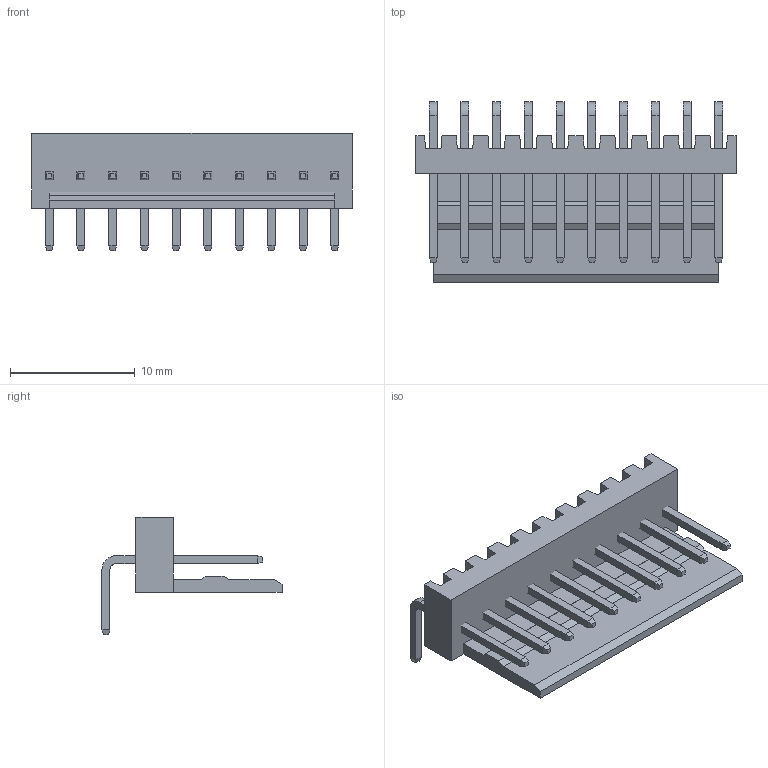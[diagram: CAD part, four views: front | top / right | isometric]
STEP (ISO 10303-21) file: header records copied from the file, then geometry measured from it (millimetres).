
FILE_DESCRIPTION(('STEP AP214'), '1');
FILE_NAME('DS1070-2MRV6A', '2018-03-24T09:37:52', ('Nobody'), (''), 'ASCON STEP Converter 1.3', 'ASCON Math Kernel', '');
FILE_SCHEMA(('AUTOMOTIVE_DESIGN { 1 0 10303 214 3 1 1}'));
Length unit declared in the file: millimetre
Assembly tree (11 placements, depth 2):
  (unnamed)
    (unnamed)
    (unnamed)  x10
Bounding box: 25.65 x 14.42 x 9.4 mm (x, y, z)
Volume: 665.5 mm3; surface area: 1462.2 mm2
Topology: 11 solids, 11 shells, 235 faces, 559 edges, 346 vertices
Faces by surface type: plane 215, cylinder 20
Entity records: 3214 total; most frequent: CARTESIAN_POINT 414, ORIENTED_EDGE 398, DIRECTION 373, EDGE_CURVE 199, LINE 195, VECTOR 195, VERTEX_POINT 130, AXIS2_PLACEMENT_3D 89
